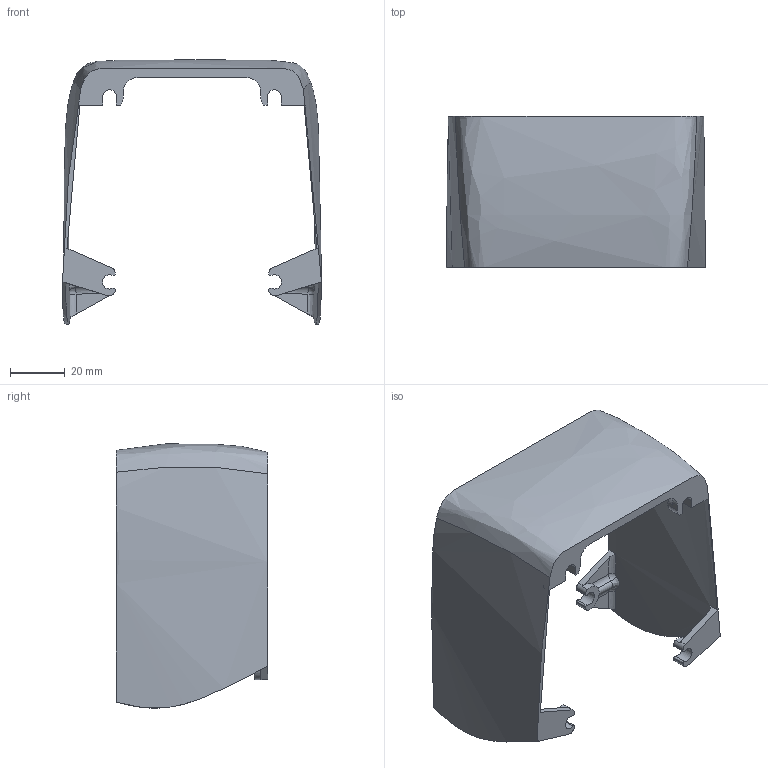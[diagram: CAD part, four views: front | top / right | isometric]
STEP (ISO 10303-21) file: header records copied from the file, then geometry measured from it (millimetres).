
FILE_DESCRIPTION(/* description */ (''),/* implementation_level */ '2;1');
FILE_NAME(/* name */ 'Battery fairing.step',/* time_stamp */ '2016-10-15T17:38:49+11:00',/* author */ (''),/* organization */ (''),/* preprocessor_version */ 'ST-DEVELOPER v16.5',/* originating_system */ 'Autodesk Translation Framework v5.2.0.2031',/* authorisation */ '');
FILE_SCHEMA (('AUTOMOTIVE_DESIGN { 1 0 10303 214 3 1 1 }'));
Length unit declared in the file: centimetre
Products named in the file (2): Battery fairing v5; Battery Fairing
Assembly tree (1 placements, depth 2):
  Battery fairing v5
    Battery Fairing
Bounding box: 94.37 x 55 x 96.23 mm (x, y, z)
Volume: 22649.1 mm3; surface area: 33937.2 mm2
Topology: 1 solids, 1 shells, 148 faces, 426 edges, 280 vertices
Faces by surface type: plane 62, cylinder 52, bspline 26, sphere 8
Entity records: 8492 total; most frequent: CARTESIAN_POINT 4686, ORIENTED_EDGE 852, DIRECTION 732, EDGE_CURVE 426, VERTEX_POINT 280, AXIS2_PLACEMENT_3D 268, LINE 196, VECTOR 196
